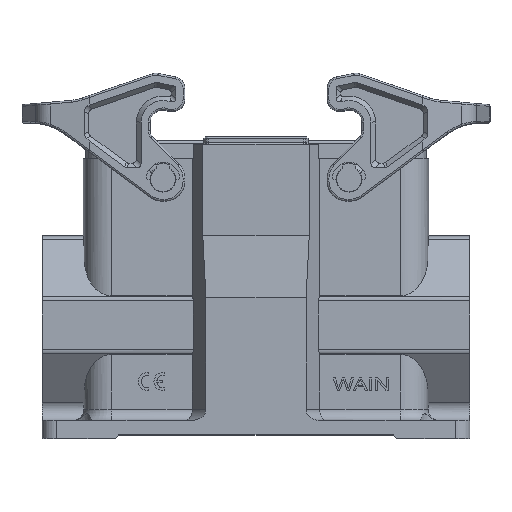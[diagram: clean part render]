
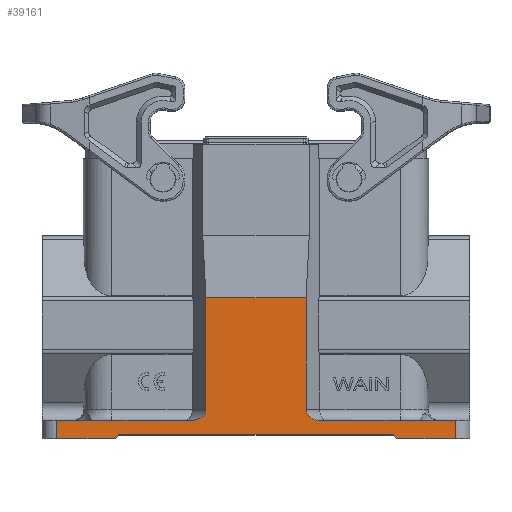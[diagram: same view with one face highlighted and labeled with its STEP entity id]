
A CAD part, top view. The second image highlights one B-rep face of the part: STEP entity #39161.
In plain terms, the highlighted planar face has unit normal (0, 0, 1).
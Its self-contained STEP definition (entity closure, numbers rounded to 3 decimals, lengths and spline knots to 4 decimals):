
#12013=DIRECTION('',(-1.,0.,0.));
#12014=VECTOR('',#12013,1.47);
#12015=CARTESIAN_POINT('',(-0.6658,-2.5236,
1.122));
#12016=LINE('',#12015,#12014);
#12017=DIRECTION('',(0.,1.,0.));
#12018=VECTOR('',#12017,1.2008);
#12019=CARTESIAN_POINT('',(0.5491,-2.4055,
1.122));
#12020=LINE('',#12019,#12018);
#12021=DIRECTION('',(-1.,0.,0.));
#12022=VECTOR('',#12021,1.47);
#12023=CARTESIAN_POINT('',(2.1555,-2.5236,
1.122));
#12024=LINE('',#12023,#12022);
#12025=DIRECTION('',(0.707,-0.707,0.));
#12026=VECTOR('',#12025,0.0557);
#12027=CARTESIAN_POINT('',(1.4862,-2.6811,
1.122));
#12028=LINE('',#12027,#12026);
#12029=DIRECTION('',(0.707,0.707,0.));
#12030=VECTOR('',#12029,0.0557);
#12031=CARTESIAN_POINT('',(-1.5059,-2.7205,
1.122));
#12032=LINE('',#12031,#12030);
#12043=DIRECTION('',(-1.,0.,0.));
#12044=VECTOR('',#12043,0.6299);
#12045=CARTESIAN_POINT('',(-1.5059,-2.7205,
1.122));
#12046=LINE('',#12045,#12044);
#12139=DIRECTION('',(-1.,0.,0.));
#12140=VECTOR('',#12139,2.9528);
#12141=CARTESIAN_POINT('',(1.4862,-2.6811,
1.122));
#12142=LINE('',#12141,#12140);
#12267=DIRECTION('',(-1.,0.,0.));
#12268=VECTOR('',#12267,0.6299);
#12269=CARTESIAN_POINT('',(2.1555,-2.7205,
1.122));
#12270=LINE('',#12269,#12268);
#12333=DIRECTION('',(0.,-1.,0.));
#12334=VECTOR('',#12333,0.1969);
#12335=CARTESIAN_POINT('',(2.1555,-2.5236,
1.122));
#12336=LINE('',#12335,#12334);
#12408=CARTESIAN_POINT('',(0.5491,-2.4055,
1.122));
#12409=CARTESIAN_POINT('',(0.5491,-2.4082,
1.122));
#12410=CARTESIAN_POINT('',(0.5493,-2.4136,
1.122));
#12411=CARTESIAN_POINT('',(0.5503,-2.4217,
1.122));
#12412=CARTESIAN_POINT('',(0.5519,-2.4297,
1.122));
#12413=CARTESIAN_POINT('',(0.5541,-2.4377,
1.122));
#12414=CARTESIAN_POINT('',(0.5571,-2.4455,
1.122));
#12415=CARTESIAN_POINT('',(0.5606,-2.4533,
1.122));
#12416=CARTESIAN_POINT('',(0.5649,-2.4608,
1.122));
#12417=CARTESIAN_POINT('',(0.5697,-2.4682,
1.122));
#12418=CARTESIAN_POINT('',(0.5753,-2.4753,
1.122));
#12419=CARTESIAN_POINT('',(0.5816,-2.4822,
1.122));
#12420=CARTESIAN_POINT('',(0.5884,-2.4886,
1.122));
#12421=CARTESIAN_POINT('',(0.5959,-2.4947,
1.122));
#12422=CARTESIAN_POINT('',(0.6041,-2.5004,
1.122));
#12423=CARTESIAN_POINT('',(0.6128,-2.5056,
1.122));
#12424=CARTESIAN_POINT('',(0.622,-2.5102,
1.122));
#12425=CARTESIAN_POINT('',(0.6318,-2.5142,
1.122));
#12426=CARTESIAN_POINT('',(0.642,-2.5176,
1.122));
#12427=CARTESIAN_POINT('',(0.6525,-2.5203,
1.122));
#12428=CARTESIAN_POINT('',(0.6633,-2.5222,
1.122));
#12429=CARTESIAN_POINT('',(0.6744,-2.5234,
1.122));
#12430=CARTESIAN_POINT('',(0.6818,-2.5236,
1.122));
#12431=CARTESIAN_POINT('',(0.6855,-2.5236,
1.122));
#14258=DIRECTION('',(0.,1.,0.));
#14259=VECTOR('',#14258,1.2008);
#14260=CARTESIAN_POINT('',(-0.5294,-2.4055,
1.122));
#14261=LINE('',#14260,#14259);
#14262=CARTESIAN_POINT('',(-0.6658,-2.5236,
1.122));
#14263=CARTESIAN_POINT('',(-0.6621,-2.5236,
1.122));
#14264=CARTESIAN_POINT('',(-0.6547,-2.5234,
1.122));
#14265=CARTESIAN_POINT('',(-0.6437,-2.5222,
1.122));
#14266=CARTESIAN_POINT('',(-0.6328,-2.5203,
1.122));
#14267=CARTESIAN_POINT('',(-0.6223,-2.5176,
1.122));
#14268=CARTESIAN_POINT('',(-0.6121,-2.5142,
1.122));
#14269=CARTESIAN_POINT('',(-0.6024,-2.5102,
1.122));
#14270=CARTESIAN_POINT('',(-0.5931,-2.5056,
1.122));
#14271=CARTESIAN_POINT('',(-0.5844,-2.5004,
1.122));
#14272=CARTESIAN_POINT('',(-0.5762,-2.4947,
1.122));
#14273=CARTESIAN_POINT('',(-0.5687,-2.4886,
1.122));
#14274=CARTESIAN_POINT('',(-0.5619,-2.4822,
1.122));
#14275=CARTESIAN_POINT('',(-0.5556,-2.4753,
1.122));
#14276=CARTESIAN_POINT('',(-0.5501,-2.4682,
1.122));
#14277=CARTESIAN_POINT('',(-0.5452,-2.4608,
1.122));
#14278=CARTESIAN_POINT('',(-0.5409,-2.4533,
1.122));
#14279=CARTESIAN_POINT('',(-0.5374,-2.4455,
1.122));
#14280=CARTESIAN_POINT('',(-0.5345,-2.4377,
1.122));
#14281=CARTESIAN_POINT('',(-0.5322,-2.4297,
1.122));
#14282=CARTESIAN_POINT('',(-0.5306,-2.4217,
1.122));
#14283=CARTESIAN_POINT('',(-0.5296,-2.4136,
1.122));
#14284=CARTESIAN_POINT('',(-0.5294,-2.4082,
1.122));
#14285=CARTESIAN_POINT('',(-0.5294,-2.4055,
1.122));
#14358=DIRECTION('',(0.,1.,0.));
#14359=VECTOR('',#14358,0.1969);
#14360=CARTESIAN_POINT('',(-2.1358,-2.7205,
1.122));
#14361=LINE('',#14360,#14359);
#15131=DIRECTION('',(1.,0.,0.));
#15132=VECTOR('',#15131,1.0785);
#15133=CARTESIAN_POINT('',(-0.5294,-1.2047,
1.122));
#15134=LINE('',#15133,#15132);
#27554=CARTESIAN_POINT('',(1.5256,-2.7205,
1.122));
#27556=VERTEX_POINT('',#27554);
#27571=CARTESIAN_POINT('',(2.1555,-2.7205,
1.122));
#27572=VERTEX_POINT('',#27571);
#27583=CARTESIAN_POINT('',(-1.5059,-2.7205,
1.122));
#27584=VERTEX_POINT('',#27583);
#27585=CARTESIAN_POINT('',(-2.1358,-2.7205,
1.122));
#27586=VERTEX_POINT('',#27585);
#27595=CARTESIAN_POINT('',(-1.4665,-2.6811,
1.122));
#27596=VERTEX_POINT('',#27595);
#27677=CARTESIAN_POINT('',(-0.6658,-2.5236,
1.122));
#27678=CARTESIAN_POINT('',(-2.1358,-2.5236,
1.122));
#27679=VERTEX_POINT('',#27677);
#27680=VERTEX_POINT('',#27678);
#27689=CARTESIAN_POINT('',(2.1555,-2.5236,
1.122));
#27691=VERTEX_POINT('',#27689);
#27699=CARTESIAN_POINT('',(0.6855,-2.5236,
1.122));
#27700=VERTEX_POINT('',#27699);
#27778=CARTESIAN_POINT('',(-0.5294,-2.4055,
1.122));
#27779=VERTEX_POINT('',#27778);
#27780=CARTESIAN_POINT('',(-0.5294,-1.2047,
1.122));
#27781=VERTEX_POINT('',#27780);
#27905=CARTESIAN_POINT('',(0.5491,-2.4055,
1.122));
#27906=CARTESIAN_POINT('',(0.5491,-1.2047,
1.122));
#27907=VERTEX_POINT('',#27905);
#27908=VERTEX_POINT('',#27906);
#28271=CARTESIAN_POINT('',(1.4862,-2.6811,
1.122));
#28272=VERTEX_POINT('',#28271);
#39127=CARTESIAN_POINT('',(-2.2933,-4.4724,
1.122));
#39128=DIRECTION('',(0.,0.,1.));
#39129=DIRECTION('',(1.,0.,0.));
#39130=AXIS2_PLACEMENT_3D('',#39127,#39128,#39129);
#39131=PLANE('',#39130);
#39133=ORIENTED_EDGE('',*,*,#39132,.T.);
#39135=ORIENTED_EDGE('',*,*,#39134,.T.);
#39137=ORIENTED_EDGE('',*,*,#39136,.F.);
#39139=ORIENTED_EDGE('',*,*,#39138,.T.);
#39141=ORIENTED_EDGE('',*,*,#39140,.T.);
#39143=ORIENTED_EDGE('',*,*,#39142,.T.);
#39144=ORIENTED_EDGE('',*,*,#39101,.F.);
#39146=ORIENTED_EDGE('',*,*,#39145,.T.);
#39148=ORIENTED_EDGE('',*,*,#39147,.F.);
#39150=ORIENTED_EDGE('',*,*,#39149,.T.);
#39152=ORIENTED_EDGE('',*,*,#39151,.T.);
#39154=ORIENTED_EDGE('',*,*,#39153,.F.);
#39156=ORIENTED_EDGE('',*,*,#39155,.T.);
#39158=ORIENTED_EDGE('',*,*,#39157,.F.);
#39159=EDGE_LOOP('',(#39133,#39135,#39137,#39139,#39141,#39143,#39144,#39146,
#39148,#39150,#39152,#39154,#39156,#39158));
#39160=FACE_OUTER_BOUND('',#39159,.F.);
#39161=ADVANCED_FACE('',(#39160),#39131,.T.);
#12432=B_SPLINE_CURVE_WITH_KNOTS('',3,(#12408,#12409,#12410,#12411,#12412,
#12413,#12414,#12415,#12416,#12417,#12418,#12419,#12420,#12421,#12422,#12423,
#12424,#12425,#12426,#12427,#12428,#12429,#12430,#12431),.UNSPECIFIED.,.F.,.F.,(
4,1,1,1,1,1,1,1,1,1,1,1,1,1,1,1,1,1,1,1,1,4),(0.,0.0476,
0.0952,0.1429,0.1905,0.2381,
0.2857,0.3333,0.381,0.4286,
0.4762,0.5238,0.5714,0.619,
0.6667,0.7143,0.7619,0.8095,
0.8571,0.9048,0.9524,1.),.UNSPECIFIED.);
#14286=B_SPLINE_CURVE_WITH_KNOTS('',3,(#14262,#14263,#14264,#14265,#14266,
#14267,#14268,#14269,#14270,#14271,#14272,#14273,#14274,#14275,#14276,#14277,
#14278,#14279,#14280,#14281,#14282,#14283,#14284,#14285),.UNSPECIFIED.,.F.,.F.,(
4,1,1,1,1,1,1,1,1,1,1,1,1,1,1,1,1,1,1,1,1,4),(0.,0.0476,
0.0952,0.1429,0.1905,0.2381,
0.2857,0.3333,0.381,0.4286,
0.4762,0.5238,0.5714,0.619,
0.6667,0.7143,0.7619,0.8095,
0.8571,0.9048,0.9524,1.),.UNSPECIFIED.);
#39101=EDGE_CURVE('',#27907,#27908,#12020,.T.);
#39132=EDGE_CURVE('',#27584,#27586,#12046,.T.);
#39134=EDGE_CURVE('',#27586,#27680,#14361,.T.);
#39136=EDGE_CURVE('',#27679,#27680,#12016,.T.);
#39138=EDGE_CURVE('',#27679,#27779,#14286,.T.);
#39140=EDGE_CURVE('',#27779,#27781,#14261,.T.);
#39142=EDGE_CURVE('',#27781,#27908,#15134,.T.);
#39145=EDGE_CURVE('',#27907,#27700,#12432,.T.);
#39147=EDGE_CURVE('',#27691,#27700,#12024,.T.);
#39149=EDGE_CURVE('',#27691,#27572,#12336,.T.);
#39151=EDGE_CURVE('',#27572,#27556,#12270,.T.);
#39153=EDGE_CURVE('',#28272,#27556,#12028,.T.);
#39155=EDGE_CURVE('',#28272,#27596,#12142,.T.);
#39157=EDGE_CURVE('',#27584,#27596,#12032,.T.);
